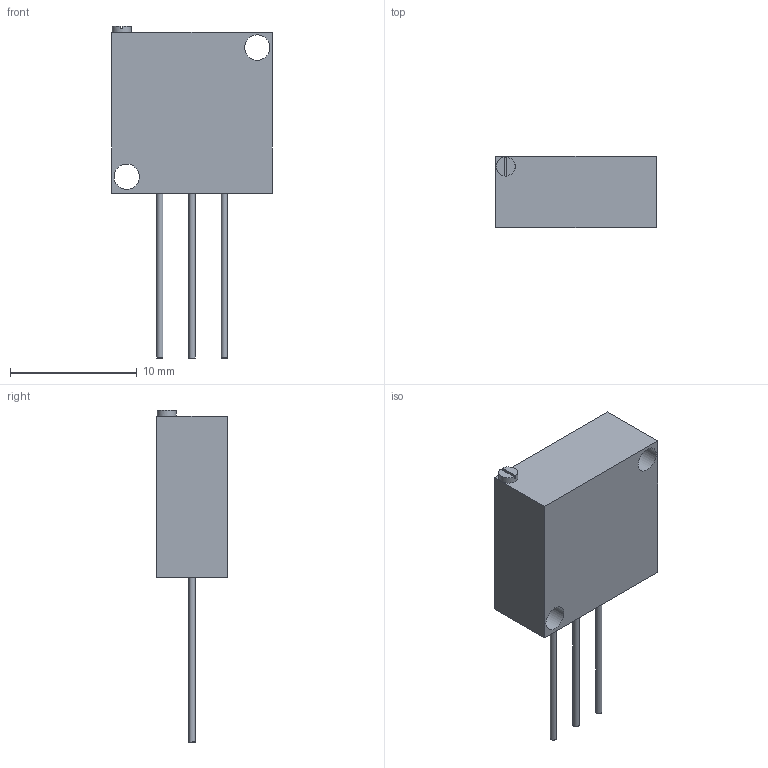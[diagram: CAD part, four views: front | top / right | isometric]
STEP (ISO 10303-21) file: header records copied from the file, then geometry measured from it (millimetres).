
FILE_DESCRIPTION(/* description */ (''),/* implementation_level */ '2;1');
FILE_NAME(/* name */ '3252W.step',/* time_stamp */ '2019-04-17T22:54:37+03:00',/* author */ (''),/* organization */ (''),/* preprocessor_version */ 'ST-DEVELOPER v17.2',/* originating_system */ 'Autodesk Translation Framework v7.6.0.251',/* authorisation */ '');
FILE_SCHEMA (('AUTOMOTIVE_DESIGN { 1 0 10303 214 3 1 1 }'));
Length unit declared in the file: millimetre
Products named in the file (2): (Unsaved); 3252W
Assembly tree (1 placements, depth 2):
  (Unsaved)
    3252W
Bounding box: 12.7 x 5.6 x 26.2 mm (x, y, z)
Volume: 876.5 mm3; surface area: 733.7 mm2
Topology: 5 solids, 5 shells, 24 faces, 53 edges, 39 vertices
Faces by surface type: plane 18, cylinder 6
Full cylindrical faces by diameter (mm): 0.5 x3, 1.5 x1, 2 x2
Entity records: 770 total; most frequent: DIRECTION 134, CARTESIAN_POINT 119, ORIENTED_EDGE 106, AXIS2_PLACEMENT_3D 54, EDGE_CURVE 53, VERTEX_POINT 39, EDGE_LOOP 28, CIRCLE 27
